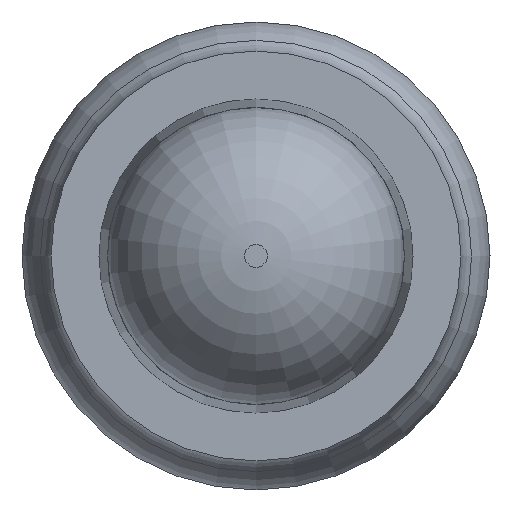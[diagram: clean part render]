
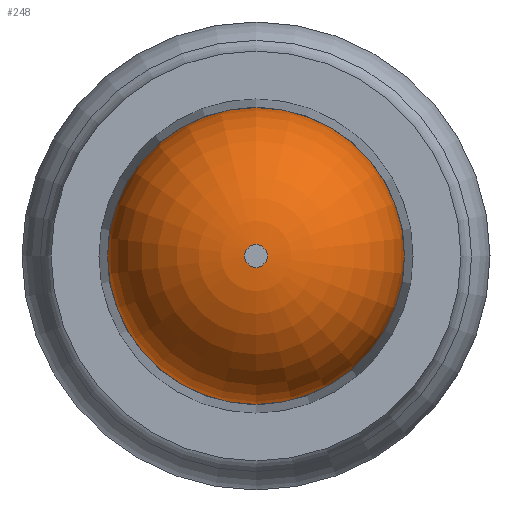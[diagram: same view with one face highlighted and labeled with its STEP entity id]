
A CAD part, left-side view. The second image highlights one B-rep face of the part: STEP entity #248.
In plain terms, the highlighted toroidal (fillet/blend) face has major radius 0.019 mm and minor radius 0.305 mm.
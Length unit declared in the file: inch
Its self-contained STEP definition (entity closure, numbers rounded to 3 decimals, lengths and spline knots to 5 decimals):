
#18 = AXIS2_PLACEMENT_3D ( 'NONE', #425, #58, #207 ) ;
#22 = FACE_OUTER_BOUND ( 'NONE', #66, .T. ) ;
#26 = EDGE_CURVE ( 'NONE', #423, #423, #507, .T. ) ;
#58 = DIRECTION ( 'NONE',  ( 1., 0., 0. ) ) ;
#60 = CARTESIAN_POINT ( 'NONE',  ( -0.3, 0., 0. ) ) ;
#66 = EDGE_LOOP ( 'NONE', ( #123 ) ) ;
#69 = CIRCLE ( 'NONE', #340, 0.001 ) ;
#79 = TOROIDAL_SURFACE ( 'NONE', #582, 0.00075, 0.012 ) ;
#123 = ORIENTED_EDGE ( 'NONE', *, *, #26, .F. ) ;
#194 = ORIENTED_EDGE ( 'NONE', *, *, #496, .T. ) ;
#201 = DIRECTION ( 'NONE',  ( 0., 0., -1. ) ) ;
#207 = DIRECTION ( 'NONE',  ( 0., 0., -1. ) ) ;
#248 = ADVANCED_FACE ( 'NONE', ( #22, #366 ), #79, .T. ) ;
#255 = DIRECTION ( 'NONE',  ( 1., 0., 0. ) ) ;
#305 = DIRECTION ( 'NONE',  ( 1., 0., 0. ) ) ;
#333 = VERTEX_POINT ( 'NONE', #522 ) ;
#340 = AXIS2_PLACEMENT_3D ( 'NONE', #60, #255, #201 ) ;
#366 = FACE_OUTER_BOUND ( 'NONE', #646, .T. ) ;
#423 = VERTEX_POINT ( 'NONE', #433 ) ;
#425 = CARTESIAN_POINT ( 'NONE',  ( -0.288, 0., 0. ) ) ;
#433 = CARTESIAN_POINT ( 'NONE',  ( -0.288, 0., -0.01275 ) ) ;
#496 = EDGE_CURVE ( 'NONE', #333, #333, #69, .T. ) ;
#507 = CIRCLE ( 'NONE', #18, 0.01275 ) ;
#509 = DIRECTION ( 'NONE',  ( 0., 0., -1. ) ) ;
#522 = CARTESIAN_POINT ( 'NONE',  ( -0.3, 0., -0.001 ) ) ;
#556 = CARTESIAN_POINT ( 'NONE',  ( -0.288, 0., 0. ) ) ;
#582 = AXIS2_PLACEMENT_3D ( 'NONE', #556, #305, #509 ) ;
#646 = EDGE_LOOP ( 'NONE', ( #194 ) ) ;
